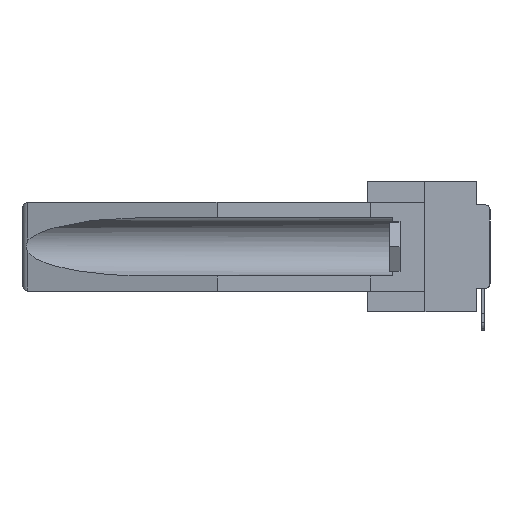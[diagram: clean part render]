
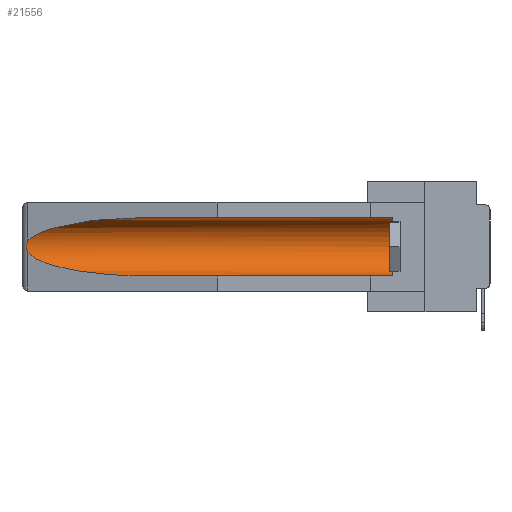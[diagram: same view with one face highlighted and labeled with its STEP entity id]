
A CAD part, left-side view. The second image highlights one B-rep face of the part: STEP entity #21556.
In plain terms, the highlighted cylindrical face has radius 2.857 mm (diameter 5.715 mm), a partial arc.
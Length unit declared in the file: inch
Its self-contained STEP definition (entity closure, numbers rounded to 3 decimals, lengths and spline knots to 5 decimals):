
#410 = VECTOR ( 'NONE', #34448, 39.37008 ) ;
#966 = ORIENTED_EDGE ( 'NONE', *, *, #22601, .T. ) ;
#1127 = VERTEX_POINT ( 'NONE', #23245 ) ;
#1172 = CARTESIAN_POINT ( 'NONE',  ( 0.155, -0.30754, -0.059 ) ) ;
#1347 = CARTESIAN_POINT ( 'NONE',  ( 0.2673, 1.5327, -0.16383 ) ) ;
#1721 = DIRECTION ( 'NONE',  ( 0., 0., 1. ) ) ;
#2599 = VERTEX_POINT ( 'NONE', #18643 ) ;
#2635 = CARTESIAN_POINT ( 'NONE',  ( 0.26537, 1.52718, -0.14972 ) ) ;
#4181 = CARTESIAN_POINT ( 'NONE',  ( 0.155, 1.07973, -0.059 ) ) ;
#4989 = AXIS2_PLACEMENT_3D ( 'NONE', #12601, #18181, #23686 ) ;
#5121 = LINE ( 'NONE', #1172, #410 ) ;
#5162 = CARTESIAN_POINT ( 'NONE',  ( 0.25451, 1.48313, -0.09465 ) ) ;
#5616 = ORIENTED_EDGE ( 'NONE', *, *, #18987, .T. ) ;
#7463 = CARTESIAN_POINT ( 'NONE',  ( 0.26655, 1.53094, -0.18657 ) ) ;
#7584 = CARTESIAN_POINT ( 'NONE',  ( 0.2675, 1.53308, -0.17534 ) ) ;
#8068 = CARTESIAN_POINT ( 'NONE',  ( 0.155, 1.07973, -0.059 ) ) ;
#8209 = VECTOR ( 'NONE', #23030, 39.37008 ) ;
#9800 = DIRECTION ( 'NONE',  ( 0., 1., 0. ) ) ;
#10020 = CARTESIAN_POINT ( 'NONE',  ( 0.2673, 1.53269, -0.17917 ) ) ;
#10788 = FACE_OUTER_BOUND ( 'NONE', #30759, .T. ) ;
#11509 = CARTESIAN_POINT ( 'NONE',  ( 0.155, 0.126, -0.059 ) ) ;
#12436 = ORIENTED_EDGE ( 'NONE', *, *, #16101, .T. ) ;
#12601 = CARTESIAN_POINT ( 'NONE',  ( 0.155, 0.126, -0.1715 ) ) ;
#12796 = CARTESIAN_POINT ( 'NONE',  ( 0.2675, 1.53308, -0.16763 ) ) ;
#16013 = CARTESIAN_POINT ( 'NONE',  ( 0.155, 1.07973, -0.284 ) ) ;
#16101 = EDGE_CURVE ( 'NONE', #1127, #35243, #20105, .T. ) ;
#16138 = VERTEX_POINT ( 'NONE', #11509 ) ;
#16799 =( BOUNDED_CURVE ( )  B_SPLINE_CURVE ( 3, ( #8068, #21725, #5162, #2635 ),
 .UNSPECIFIED., .F., .F. ) 
 B_SPLINE_CURVE_WITH_KNOTS ( ( 4, 4 ),
 ( 4.71239, 6.08839 ),
 .UNSPECIFIED. ) 
 CURVE ( )  GEOMETRIC_REPRESENTATION_ITEM ( )  RATIONAL_B_SPLINE_CURVE ( ( 1., 0.848, 0.848, 1. ) ) 
 REPRESENTATION_ITEM ( '' )  );
#16875 = EDGE_CURVE ( 'NONE', #27124, #35243, #23301, .T. ) ;
#17891 = CARTESIAN_POINT ( 'NONE',  ( 0.26597, 1.52961, -0.15275 ) ) ;
#18181 = DIRECTION ( 'NONE',  ( 0., -1., 0. ) ) ;
#18364 = CARTESIAN_POINT ( 'NONE',  ( 0.26537, 1.52718, -0.19328 ) ) ;
#18643 = CARTESIAN_POINT ( 'NONE',  ( 0.26537, 1.52718, -0.14972 ) ) ;
#18987 = EDGE_CURVE ( 'NONE', #2599, #1127, #29555, .T. ) ;
#19528 = AXIS2_PLACEMENT_3D ( 'NONE', #26163, #9800, #1721 ) ;
#20105 =( BOUNDED_CURVE ( )  B_SPLINE_CURVE ( 3, ( #24037, #21407, #32470, #16013 ),
 .UNSPECIFIED., .F., .F. ) 
 B_SPLINE_CURVE_WITH_KNOTS ( ( 4, 4 ),
 ( 0.1948, 1.5708 ),
 .UNSPECIFIED. ) 
 CURVE ( )  GEOMETRIC_REPRESENTATION_ITEM ( )  RATIONAL_B_SPLINE_CURVE ( ( 1., 0.848, 0.848, 1. ) ) 
 REPRESENTATION_ITEM ( '' )  );
#20982 = EDGE_CURVE ( 'NONE', #34390, #2599, #16799, .T. ) ;
#21407 = CARTESIAN_POINT ( 'NONE',  ( 0.25451, 1.48313, -0.24835 ) ) ;
#21507 = CARTESIAN_POINT ( 'NONE',  ( 0.155, 1.07973, -0.284 ) ) ;
#21556 = ADVANCED_FACE ( 'NONE', ( #10788 ), #23302, .F. ) ;
#21725 = CARTESIAN_POINT ( 'NONE',  ( 0.21114, 1.30732, -0.059 ) ) ;
#21929 = ORIENTED_EDGE ( 'NONE', *, *, #20982, .T. ) ;
#22601 = EDGE_CURVE ( 'NONE', #16138, #34390, #5121, .T. ) ;
#22728 = CARTESIAN_POINT ( 'NONE',  ( 0.155, 0.126, -0.284 ) ) ;
#23030 = DIRECTION ( 'NONE',  ( 0., 1., 0. ) ) ;
#23212 = ORIENTED_EDGE ( 'NONE', *, *, #24174, .T. ) ;
#23245 = CARTESIAN_POINT ( 'NONE',  ( 0.26537, 1.52718, -0.19328 ) ) ;
#23301 = LINE ( 'NONE', #28078, #8209 ) ;
#23302 = CYLINDRICAL_SURFACE ( 'NONE', #19528, 0.1125 ) ;
#23686 = DIRECTION ( 'NONE',  ( 0., 0., 1. ) ) ;
#24037 = CARTESIAN_POINT ( 'NONE',  ( 0.26537, 1.52718, -0.19328 ) ) ;
#24174 = EDGE_CURVE ( 'NONE', #27124, #16138, #25304, .T. ) ;
#25304 = CIRCLE ( 'NONE', #4989, 0.1125 ) ;
#26163 = CARTESIAN_POINT ( 'NONE',  ( 0.155, -0.30754, -0.1715 ) ) ;
#27124 = VERTEX_POINT ( 'NONE', #22728 ) ;
#28078 = CARTESIAN_POINT ( 'NONE',  ( 0.155, -0.30754, -0.284 ) ) ;
#29165 = CARTESIAN_POINT ( 'NONE',  ( 0.26654, 1.53092, -0.15636 ) ) ;
#29555 = B_SPLINE_CURVE_WITH_KNOTS ( 'NONE', 3,
 ( #34504, #17891, #29165, #1347, #12796, #7584, #10020, #7463, #32071, #18364 ),
 .UNSPECIFIED., .F., .F.,
 ( 4, 2, 2, 2, 4 ),
 ( 0., 0.00029, 0.00058, 0.00087, 0.00117 ),
 .UNSPECIFIED. ) ;
#30759 = EDGE_LOOP ( 'NONE', ( #21929, #5616, #12436, #34866, #23212, #966 ) ) ;
#32071 = CARTESIAN_POINT ( 'NONE',  ( 0.26597, 1.5296, -0.19026 ) ) ;
#32470 = CARTESIAN_POINT ( 'NONE',  ( 0.21114, 1.30732, -0.284 ) ) ;
#34390 = VERTEX_POINT ( 'NONE', #4181 ) ;
#34448 = DIRECTION ( 'NONE',  ( 0., 1., 0. ) ) ;
#34504 = CARTESIAN_POINT ( 'NONE',  ( 0.26537, 1.52718, -0.14972 ) ) ;
#34866 = ORIENTED_EDGE ( 'NONE', *, *, #16875, .F. ) ;
#35243 = VERTEX_POINT ( 'NONE', #21507 ) ;
